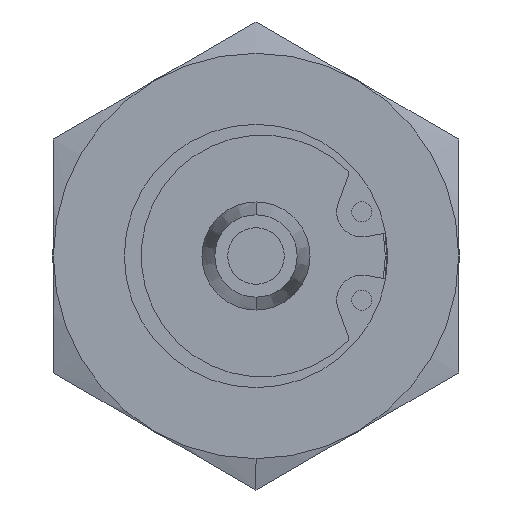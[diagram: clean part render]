
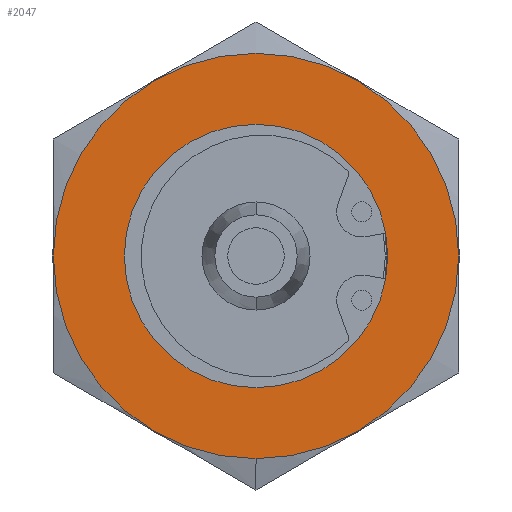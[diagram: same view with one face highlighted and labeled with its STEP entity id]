
A CAD part, left-side view. The second image highlights one B-rep face of the part: STEP entity #2047.
In plain terms, the highlighted planar face has unit normal (-1, 0, 0).
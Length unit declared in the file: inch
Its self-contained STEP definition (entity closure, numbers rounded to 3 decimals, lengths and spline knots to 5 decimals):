
#11 = DIRECTION ( 'NONE',  ( 0., 0., 1. ) ) ;
#143 = VERTEX_POINT ( 'NONE', #8272 ) ;
#172 = EDGE_CURVE ( 'NONE', #5909, #5341, #1625, .T. ) ;
#174 = EDGE_CURVE ( 'NONE', #5743, #10284, #909, .T. ) ;
#193 = CARTESIAN_POINT ( 'NONE',  ( -0.226, -0.3125, -0.54127 ) ) ;
#203 = EDGE_LOOP ( 'NONE', ( #6405, #6435, #8121, #7252, #8862, #10519, #6883 ) ) ;
#233 = AXIS2_PLACEMENT_3D ( 'NONE', #8012, #10605, #3871 ) ;
#336 = VERTEX_POINT ( 'NONE', #6627 ) ;
#455 = EDGE_LOOP ( 'NONE', ( #5913, #8431 ) ) ;
#554 = CIRCLE ( 'NONE', #2341, 0.625 ) ;
#597 = DIRECTION ( 'NONE',  ( 0., 0., 1. ) ) ;
#619 = DIRECTION ( 'NONE',  ( 0., 0., 1. ) ) ;
#641 = AXIS2_PLACEMENT_3D ( 'NONE', #9681, #8719, #1009 ) ;
#655 = EDGE_CURVE ( 'NONE', #5341, #7291, #5189, .T. ) ;
#805 = CARTESIAN_POINT ( 'NONE',  ( -0.226, 0., 0. ) ) ;
#909 = CIRCLE ( 'NONE', #2162, 0.40625 ) ;
#1009 = DIRECTION ( 'NONE',  ( 0., 0., 1. ) ) ;
#1359 = CIRCLE ( 'NONE', #641, 0.625 ) ;
#1402 = VERTEX_POINT ( 'NONE', #5867 ) ;
#1625 = CIRCLE ( 'NONE', #2526, 0.625 ) ;
#2047 = ADVANCED_FACE ( 'NONE', ( #9854, #8174 ), #9696, .F. ) ;
#2162 = AXIS2_PLACEMENT_3D ( 'NONE', #2517, #8214, #4024 ) ;
#2341 = AXIS2_PLACEMENT_3D ( 'NONE', #5459, #4670, #6302 ) ;
#2438 = DIRECTION ( 'NONE',  ( -1., 0., 0. ) ) ;
#2517 = CARTESIAN_POINT ( 'NONE',  ( -0.226, 0., 0. ) ) ;
#2526 = AXIS2_PLACEMENT_3D ( 'NONE', #4858, #10170, #619 ) ;
#2596 = DIRECTION ( 'NONE',  ( -1., 0., 0. ) ) ;
#2652 = AXIS2_PLACEMENT_3D ( 'NONE', #6391, #7003, #7175 ) ;
#2735 = EDGE_CURVE ( 'NONE', #10284, #5743, #10174, .T. ) ;
#3857 = CIRCLE ( 'NONE', #9039, 0.625 ) ;
#3871 = DIRECTION ( 'NONE',  ( 0., 0., -1. ) ) ;
#4024 = DIRECTION ( 'NONE',  ( 0., 0., 1. ) ) ;
#4090 = CARTESIAN_POINT ( 'NONE',  ( -0.226, 0., 0. ) ) ;
#4109 = CARTESIAN_POINT ( 'NONE',  ( -0.226, 0., -0.40625 ) ) ;
#4153 = CARTESIAN_POINT ( 'NONE',  ( -0.226, 0.3125, -0.54127 ) ) ;
#4670 = DIRECTION ( 'NONE',  ( -1., 0., 0. ) ) ;
#4696 = EDGE_CURVE ( 'NONE', #336, #5909, #554, .T. ) ;
#4858 = CARTESIAN_POINT ( 'NONE',  ( -0.226, 0., 0. ) ) ;
#5189 = CIRCLE ( 'NONE', #8753, 0.625 ) ;
#5341 = VERTEX_POINT ( 'NONE', #8651 ) ;
#5354 = AXIS2_PLACEMENT_3D ( 'NONE', #5678, #2438, #597 ) ;
#5459 = CARTESIAN_POINT ( 'NONE',  ( -0.226, 0., 0. ) ) ;
#5678 = CARTESIAN_POINT ( 'NONE',  ( -0.226, 0., 0. ) ) ;
#5743 = VERTEX_POINT ( 'NONE', #4109 ) ;
#5865 = CIRCLE ( 'NONE', #2652, 0.625 ) ;
#5867 = CARTESIAN_POINT ( 'NONE',  ( -0.226, -0.625, 0. ) ) ;
#5909 = VERTEX_POINT ( 'NONE', #4153 ) ;
#5913 = ORIENTED_EDGE ( 'NONE', *, *, #2735, .F. ) ;
#6266 = EDGE_CURVE ( 'NONE', #7291, #1402, #5865, .T. ) ;
#6302 = DIRECTION ( 'NONE',  ( 0., 0., 1. ) ) ;
#6391 = CARTESIAN_POINT ( 'NONE',  ( -0.226, 0., 0. ) ) ;
#6405 = ORIENTED_EDGE ( 'NONE', *, *, #9114, .T. ) ;
#6435 = ORIENTED_EDGE ( 'NONE', *, *, #4696, .T. ) ;
#6458 = CIRCLE ( 'NONE', #10019, 0.625 ) ;
#6627 = CARTESIAN_POINT ( 'NONE',  ( -0.226, 0.625, 0. ) ) ;
#6883 = ORIENTED_EDGE ( 'NONE', *, *, #9814, .T. ) ;
#7003 = DIRECTION ( 'NONE',  ( -1., 0., 0. ) ) ;
#7175 = DIRECTION ( 'NONE',  ( 0., 0., 1. ) ) ;
#7252 = ORIENTED_EDGE ( 'NONE', *, *, #655, .T. ) ;
#7291 = VERTEX_POINT ( 'NONE', #193 ) ;
#7905 = CARTESIAN_POINT ( 'NONE',  ( -0.226, 0., 0.40625 ) ) ;
#7988 = CARTESIAN_POINT ( 'NONE',  ( -0.226, 0., 0. ) ) ;
#8012 = CARTESIAN_POINT ( 'NONE',  ( -0.226, 0.40625, 0. ) ) ;
#8121 = ORIENTED_EDGE ( 'NONE', *, *, #172, .T. ) ;
#8174 = FACE_OUTER_BOUND ( 'NONE', #203, .T. ) ;
#8214 = DIRECTION ( 'NONE',  ( -1., 0., 0. ) ) ;
#8272 = CARTESIAN_POINT ( 'NONE',  ( -0.226, -0.3125, 0.54127 ) ) ;
#8340 = DIRECTION ( 'NONE',  ( -1., 0., 0. ) ) ;
#8431 = ORIENTED_EDGE ( 'NONE', *, *, #174, .F. ) ;
#8651 = CARTESIAN_POINT ( 'NONE',  ( -0.226, 0., -0.625 ) ) ;
#8719 = DIRECTION ( 'NONE',  ( -1., 0., 0. ) ) ;
#8753 = AXIS2_PLACEMENT_3D ( 'NONE', #7988, #9610, #11 ) ;
#8862 = ORIENTED_EDGE ( 'NONE', *, *, #6266, .T. ) ;
#9039 = AXIS2_PLACEMENT_3D ( 'NONE', #805, #2596, #9408 ) ;
#9114 = EDGE_CURVE ( 'NONE', #10701, #336, #1359, .T. ) ;
#9344 = DIRECTION ( 'NONE',  ( 0., 0., 1. ) ) ;
#9408 = DIRECTION ( 'NONE',  ( 0., 0., 1. ) ) ;
#9610 = DIRECTION ( 'NONE',  ( -1., 0., 0. ) ) ;
#9681 = CARTESIAN_POINT ( 'NONE',  ( -0.226, 0., 0. ) ) ;
#9696 = PLANE ( 'NONE',  #233 ) ;
#9814 = EDGE_CURVE ( 'NONE', #143, #10701, #3857, .T. ) ;
#9854 = FACE_BOUND ( 'NONE', #455, .T. ) ;
#10019 = AXIS2_PLACEMENT_3D ( 'NONE', #4090, #8340, #9344 ) ;
#10130 = CARTESIAN_POINT ( 'NONE',  ( -0.226, 0.3125, 0.54127 ) ) ;
#10170 = DIRECTION ( 'NONE',  ( -1., 0., 0. ) ) ;
#10174 = CIRCLE ( 'NONE', #5354, 0.40625 ) ;
#10284 = VERTEX_POINT ( 'NONE', #7905 ) ;
#10519 = ORIENTED_EDGE ( 'NONE', *, *, #10663, .T. ) ;
#10605 = DIRECTION ( 'NONE',  ( 1., 0., 0. ) ) ;
#10663 = EDGE_CURVE ( 'NONE', #1402, #143, #6458, .T. ) ;
#10701 = VERTEX_POINT ( 'NONE', #10130 ) ;
